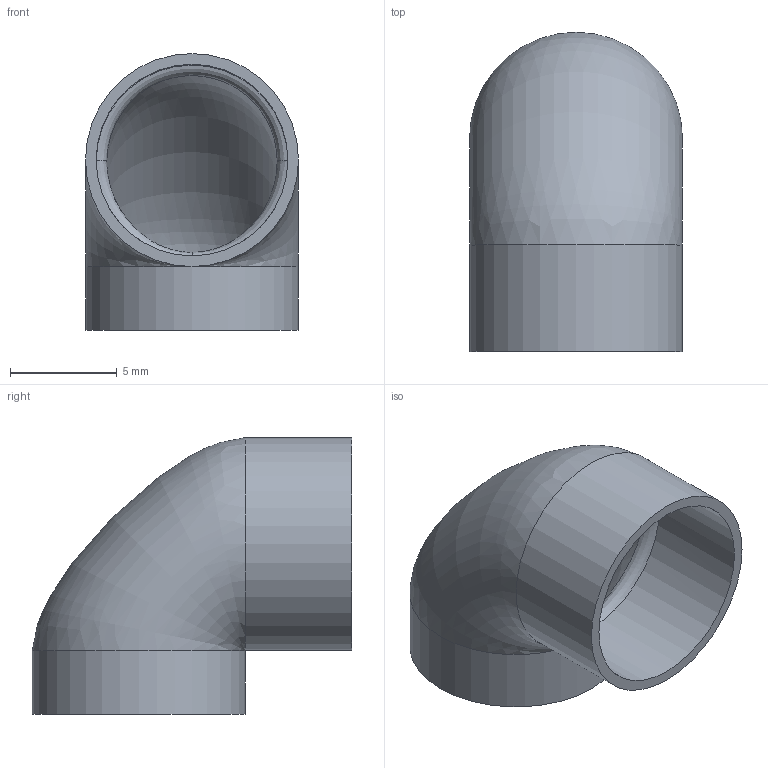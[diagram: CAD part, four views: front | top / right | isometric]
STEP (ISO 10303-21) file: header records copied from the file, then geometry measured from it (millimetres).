
FILE_DESCRIPTION(('STEP AP242'), '1');
FILE_NAME('欙鼭歑', '', ('UNSPECIFIED'), ('UNSPECIFIED'), 'C3D Converter', 'C3D Toolkit', '');
FILE_SCHEMA(('AP242_MANAGED_MODEL_BASED_3D_ENGINEERING_MIM_LF { 1 0 10303 442 1 1 4 }'));
Length unit declared in the file: millimetre
Bounding box: 10 x 15 x 13 mm (x, y, z)
Volume: 350.8 mm3; surface area: 921.3 mm2
Topology: 1 solids, 1 shells, 12 faces, 25 edges, 13 vertices
Faces by surface type: bspline 5, cylinder 4, plane 3
Full cylindrical faces by diameter (mm): 8 x1, 9 x1, 10 x2
Entity records: 1132 total; most frequent: CARTESIAN_POINT 883, DIRECTION 40, ORIENTED_EDGE 36, AXIS2_PLACEMENT_3D 20, EDGE_LOOP 19, EDGE_CURVE 18, VERTEX_POINT 14, ADVANCED_FACE 12
